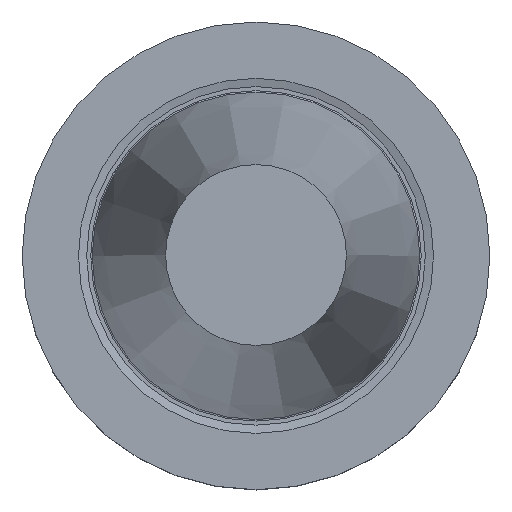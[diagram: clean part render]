
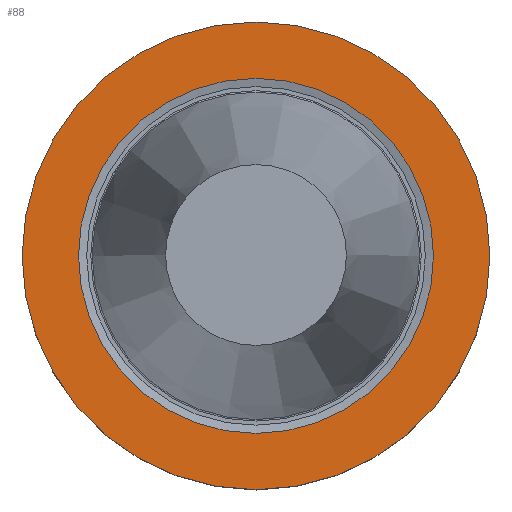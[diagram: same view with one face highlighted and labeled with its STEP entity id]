
A CAD part, top view. The second image highlights one B-rep face of the part: STEP entity #88.
In plain terms, the highlighted planar face has unit normal (0, 0, 1).
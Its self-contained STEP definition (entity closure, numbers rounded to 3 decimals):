
#68=PLANE('',#515);
#88=ADVANCED_FACE('',(#142,#143),#68,.F.);
#142=FACE_BOUND('',#224,.T.);
#143=FACE_BOUND('',#225,.T.);
#224=EDGE_LOOP('',(#306));
#225=EDGE_LOOP('',(#307));
#306=ORIENTED_EDGE('',*,*,#418,.F.);
#307=ORIENTED_EDGE('',*,*,#417,.T.);
#376=VERTEX_POINT('',#777);
#377=VERTEX_POINT('',#780);
#417=EDGE_CURVE('',#376,#376,#458,.T.);
#418=EDGE_CURVE('',#377,#377,#459,.T.);
#458=CIRCLE('',#512,24.1);
#459=CIRCLE('',#514,31.75);
#512=AXIS2_PLACEMENT_3D('',#776,#621,#622);
#514=AXIS2_PLACEMENT_3D('',#779,#625,#626);
#515=AXIS2_PLACEMENT_3D('',#781,#627,#628);
#621=DIRECTION('',(0.0,0.0,-1.0));
#622=DIRECTION('',(-1.0,0.0,0.0));
#625=DIRECTION('',(0.0,0.0,-1.0));
#626=DIRECTION('',(-1.0,0.0,0.0));
#627=DIRECTION('',(0.0,0.0,-1.0));
#628=DIRECTION('',(-1.0,0.0,0.0));
#776=CARTESIAN_POINT('',(0.0,0.0,-1.));
#777=CARTESIAN_POINT('',(-24.1,0.0,-1.));
#779=CARTESIAN_POINT('',(0.0,0.0,-1.0));
#780=CARTESIAN_POINT('',(-31.75,0.0,-1.0));
#781=CARTESIAN_POINT('',(0.0,24.1,-1.));
